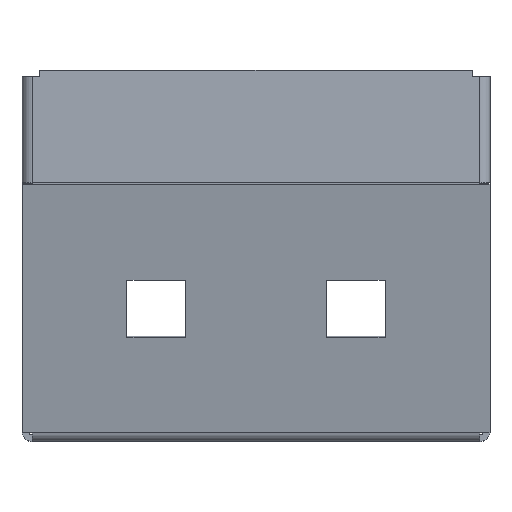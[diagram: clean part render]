
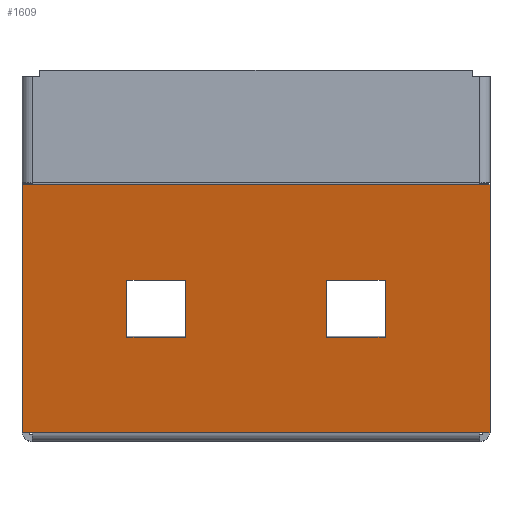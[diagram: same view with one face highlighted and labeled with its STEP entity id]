
A CAD part, top view. The second image highlights one B-rep face of the part: STEP entity #1609.
In plain terms, the highlighted planar face has unit normal (0, -0.174, 0.985).
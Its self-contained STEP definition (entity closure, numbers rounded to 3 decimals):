
#47=FACE_BOUND('',#321,.T.);
#48=FACE_BOUND('',#322,.T.);
#110=PLANE('',#1773);
#201=FACE_OUTER_BOUND('',#320,.T.);
#320=EDGE_LOOP('',(#1474,#1475,#1476,#1477,#1478,#1479,#1480,#1481));
#321=EDGE_LOOP('',(#1482,#1483,#1484,#1485));
#322=EDGE_LOOP('',(#1486,#1487,#1488,#1489));
#407=LINE('',#2477,#568);
#409=LINE('',#2483,#570);
#412=LINE('',#2489,#573);
#434=LINE('',#2558,#595);
#435=LINE('',#2561,#596);
#437=LINE('',#2565,#598);
#458=LINE('',#2630,#619);
#460=LINE('',#2634,#621);
#462=LINE('',#2638,#623);
#464=LINE('',#2641,#625);
#466=LINE('',#2646,#627);
#468=LINE('',#2650,#629);
#470=LINE('',#2654,#631);
#472=LINE('',#2657,#633);
#482=LINE('',#2677,#643);
#483=LINE('',#2679,#644);
#568=VECTOR('',#2019,10.);
#570=VECTOR('',#2027,10.);
#573=VECTOR('',#2034,10.);
#595=VECTOR('',#2100,10.);
#596=VECTOR('',#2105,10.);
#598=VECTOR('',#2109,10.);
#619=VECTOR('',#2172,10.);
#621=VECTOR('',#2176,10.);
#623=VECTOR('',#2180,10.);
#625=VECTOR('',#2184,10.);
#627=VECTOR('',#2188,10.);
#629=VECTOR('',#2192,10.);
#631=VECTOR('',#2196,10.);
#633=VECTOR('',#2200,10.);
#643=VECTOR('',#2230,1.561);
#644=VECTOR('',#2233,10.);
#759=VERTEX_POINT('',#2431);
#761=VERTEX_POINT('',#2437);
#772=VERTEX_POINT('',#2470);
#775=VERTEX_POINT('',#2475);
#776=VERTEX_POINT('',#2482);
#799=VERTEX_POINT('',#2551);
#802=VERTEX_POINT('',#2556);
#803=VERTEX_POINT('',#2564);
#825=VERTEX_POINT('',#2627);
#826=VERTEX_POINT('',#2629);
#827=VERTEX_POINT('',#2633);
#828=VERTEX_POINT('',#2637);
#829=VERTEX_POINT('',#2643);
#830=VERTEX_POINT('',#2645);
#831=VERTEX_POINT('',#2649);
#832=VERTEX_POINT('',#2653);
#948=EDGE_CURVE('',#772,#775,#407,.T.);
#951=EDGE_CURVE('',#776,#761,#409,.T.);
#955=EDGE_CURVE('',#761,#772,#412,.T.);
#990=EDGE_CURVE('',#799,#802,#434,.T.);
#992=EDGE_CURVE('',#759,#799,#435,.T.);
#994=EDGE_CURVE('',#803,#759,#437,.T.);
#1026=EDGE_CURVE('',#826,#825,#458,.T.);
#1028=EDGE_CURVE('',#827,#826,#460,.T.);
#1030=EDGE_CURVE('',#828,#827,#462,.T.);
#1032=EDGE_CURVE('',#825,#828,#464,.T.);
#1034=EDGE_CURVE('',#830,#829,#466,.T.);
#1036=EDGE_CURVE('',#831,#830,#468,.T.);
#1038=EDGE_CURVE('',#832,#831,#470,.T.);
#1040=EDGE_CURVE('',#829,#832,#472,.T.);
#1050=EDGE_CURVE('',#802,#776,#482,.T.);
#1051=EDGE_CURVE('',#775,#803,#483,.T.);
#1474=ORIENTED_EDGE('',*,*,#951,.T.);
#1475=ORIENTED_EDGE('',*,*,#955,.T.);
#1476=ORIENTED_EDGE('',*,*,#948,.T.);
#1477=ORIENTED_EDGE('',*,*,#1051,.T.);
#1478=ORIENTED_EDGE('',*,*,#994,.T.);
#1479=ORIENTED_EDGE('',*,*,#992,.T.);
#1480=ORIENTED_EDGE('',*,*,#990,.T.);
#1481=ORIENTED_EDGE('',*,*,#1050,.T.);
#1482=ORIENTED_EDGE('',*,*,#1030,.T.);
#1483=ORIENTED_EDGE('',*,*,#1028,.T.);
#1484=ORIENTED_EDGE('',*,*,#1026,.T.);
#1485=ORIENTED_EDGE('',*,*,#1032,.T.);
#1486=ORIENTED_EDGE('',*,*,#1038,.T.);
#1487=ORIENTED_EDGE('',*,*,#1036,.T.);
#1488=ORIENTED_EDGE('',*,*,#1034,.T.);
#1489=ORIENTED_EDGE('',*,*,#1040,.T.);
#1609=ADVANCED_FACE('',(#201,#47,#48),#110,.T.);
#1773=AXIS2_PLACEMENT_3D('',#2681,#2236,#2237);
#2019=DIRECTION('',(-1.,0.,0.));
#2027=DIRECTION('',(-1.,0.,0.));
#2034=DIRECTION('',(-1.,0.,0.));
#2100=DIRECTION('',(1.,0.,0.));
#2105=DIRECTION('',(1.,0.,0.));
#2109=DIRECTION('',(1.,0.,0.));
#2172=DIRECTION('',(0.,0.985,0.174));
#2176=DIRECTION('',(-1.,0.,0.));
#2180=DIRECTION('',(0.,-0.985,-0.174));
#2184=DIRECTION('',(1.,0.,0.));
#2188=DIRECTION('',(0.,0.985,0.174));
#2192=DIRECTION('',(-1.,0.,0.));
#2196=DIRECTION('',(0.,-0.985,-0.174));
#2200=DIRECTION('',(1.,0.,0.));
#2230=DIRECTION('',(0.,0.985,0.174));
#2233=DIRECTION('',(0.,-0.985,-0.174));
#2236=DIRECTION('center_axis',(0.,-0.174,
0.985));
#2237=DIRECTION('ref_axis',(0.,-0.985,-0.174));
#2431=CARTESIAN_POINT('',(-53.73,-42.543,39.451));
#2437=CARTESIAN_POINT('',(53.73,17.067,49.962));
#2470=CARTESIAN_POINT('',(-53.73,17.067,49.962));
#2475=CARTESIAN_POINT('',(-56.219,17.067,49.962));
#2477=CARTESIAN_POINT('',(-28.11,17.067,49.962));
#2482=CARTESIAN_POINT('',(56.219,17.067,49.962));
#2483=CARTESIAN_POINT('',(-28.11,17.067,49.962));
#2489=CARTESIAN_POINT('',(-28.11,17.067,49.962));
#2551=CARTESIAN_POINT('',(53.73,-42.543,39.451));
#2556=CARTESIAN_POINT('',(56.219,-42.543,39.451));
#2558=CARTESIAN_POINT('',(0.,-42.543,39.451));
#2561=CARTESIAN_POINT('',(0.,-42.543,39.451));
#2564=CARTESIAN_POINT('',(-56.219,-42.543,39.451));
#2565=CARTESIAN_POINT('',(0.,-42.543,39.451));
#2627=CARTESIAN_POINT('',(-31.,-5.806,45.929));
#2629=CARTESIAN_POINT('',(-31.,-19.594,43.498));
#2630=CARTESIAN_POINT('',(-31.,-16.683,44.011));
#2633=CARTESIAN_POINT('',(-17.,-19.594,43.498));
#2634=CARTESIAN_POINT('',(-8.5,-19.594,43.498));
#2637=CARTESIAN_POINT('',(-17.,-5.806,45.929));
#2638=CARTESIAN_POINT('',(-17.,-9.79,45.227));
#2641=CARTESIAN_POINT('',(-15.5,-5.806,45.929));
#2643=CARTESIAN_POINT('',(17.,-5.806,45.929));
#2645=CARTESIAN_POINT('',(17.,-19.594,43.498));
#2646=CARTESIAN_POINT('',(17.,-16.683,44.011));
#2649=CARTESIAN_POINT('',(31.,-19.594,43.498));
#2650=CARTESIAN_POINT('',(15.5,-19.594,43.498));
#2653=CARTESIAN_POINT('',(31.,-5.806,45.929));
#2654=CARTESIAN_POINT('',(31.,-9.79,45.227));
#2657=CARTESIAN_POINT('',(8.5,-5.806,45.929));
#2677=CARTESIAN_POINT('',(56.219,-47.373,38.6));
#2679=CARTESIAN_POINT('',(-56.219,-42.543,39.451));
#2681=CARTESIAN_POINT('Origin',(0.,-13.773,44.524));
